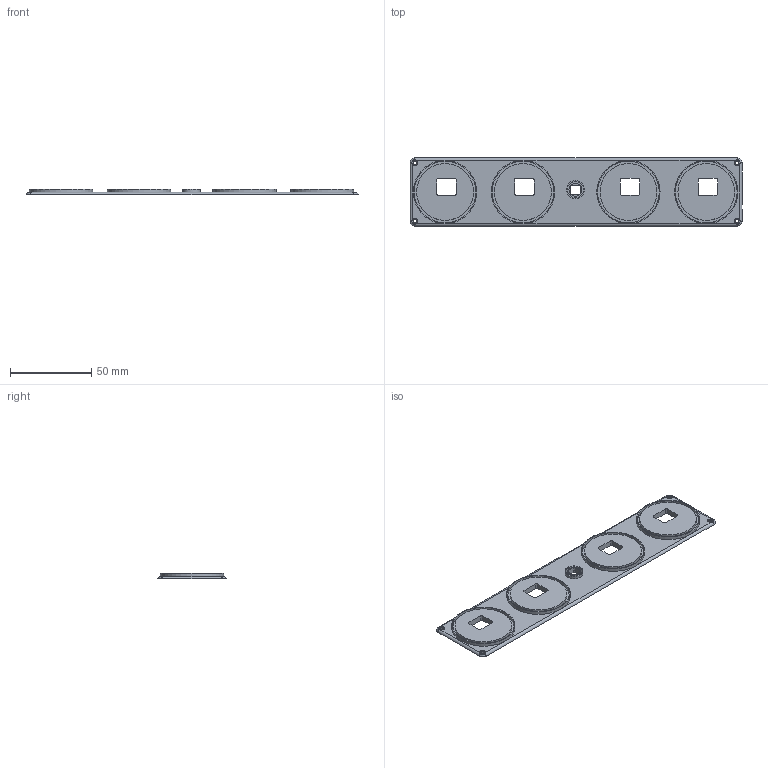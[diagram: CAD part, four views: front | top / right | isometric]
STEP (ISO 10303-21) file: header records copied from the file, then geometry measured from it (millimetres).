
FILE_DESCRIPTION(/* description */ (''),/* implementation_level */ '2;1');
FILE_NAME(/* name */ 'Top.step',/* time_stamp */ '2025-07-27T19:42:50+05:30',/* author */ (''),/* organization */ (''),/* preprocessor_version */ 'ST-DEVELOPER v20.1',/* originating_system */ 'Autodesk Translation Framework v14.10.0.0',/* authorisation */ '');
FILE_SCHEMA (('AUTOMOTIVE_DESIGN { 1 0 10303 214 3 1 1 }'));
Length unit declared in the file: millimetre
Products named in the file (1): KillerClock
Bounding box: 204.6 x 42 x 3.5 mm (x, y, z)
Volume: 19017.7 mm3; surface area: 20241 mm2
Topology: 1 solids, 1 shells, 98 faces, 245 edges, 160 vertices
Faces by surface type: cylinder 48, plane 46, bspline 4
Full cylindrical faces by diameter (mm): 2.25 x4, 3.7 x4, 8 x1, 10 x1, 11 x1, 35 x4, 38 x4, 39 x4
Entity records: 3088 total; most frequent: CARTESIAN_POINT 585, DIRECTION 539, ORIENTED_EDGE 490, EDGE_CURVE 245, AXIS2_PLACEMENT_3D 208, VERTEX_POINT 160, EDGE_LOOP 127, LINE 123
